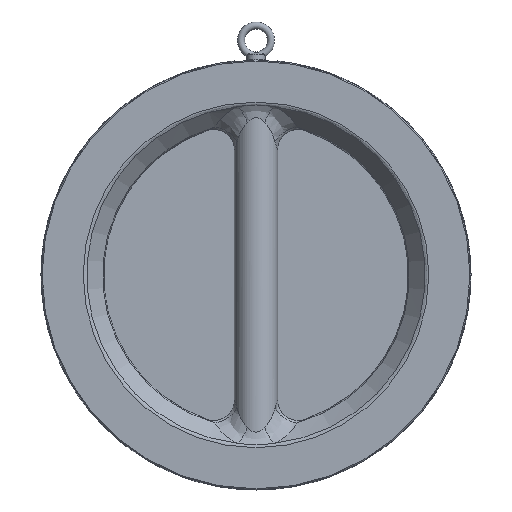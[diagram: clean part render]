
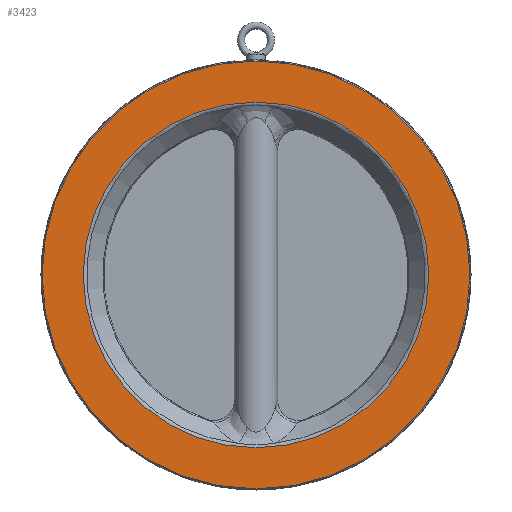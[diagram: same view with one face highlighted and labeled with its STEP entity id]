
A CAD part, front view. The second image highlights one B-rep face of the part: STEP entity #3423.
In plain terms, the highlighted planar face has unit normal (0, -1, 0).
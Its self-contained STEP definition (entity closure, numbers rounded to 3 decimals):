
#45 = VERTEX_POINT ( 'NONE', #3048 ) ;
#74 = DIRECTION ( 'NONE',  ( 0., -1., 0. ) ) ;
#204 = ORIENTED_EDGE ( 'NONE', *, *, #4003, .T. ) ;
#469 = FACE_OUTER_BOUND ( 'NONE', #2518, .T. ) ;
#731 = CIRCLE ( 'NONE', #3207, 151.865 ) ;
#783 = FACE_BOUND ( 'NONE', #2487, .T. ) ;
#1317 = CIRCLE ( 'NONE', #3529, 188. ) ;
#2019 = DIRECTION ( 'NONE',  ( 0., 0., 1. ) ) ;
#2242 = EDGE_CURVE ( 'NONE', #3321, #3321, #1317, .T. ) ;
#2278 = DIRECTION ( 'NONE',  ( 0., 0., 1. ) ) ;
#2435 = CARTESIAN_POINT ( 'NONE',  ( 0., 0., 0. ) ) ;
#2457 = DIRECTION ( 'NONE',  ( 0., 1., 0. ) ) ;
#2487 = EDGE_LOOP ( 'NONE', ( #204 ) ) ;
#2518 = EDGE_LOOP ( 'NONE', ( #3582 ) ) ;
#2847 = AXIS2_PLACEMENT_3D ( 'NONE', #3501, #2457, #3756 ) ;
#3048 = CARTESIAN_POINT ( 'NONE',  ( 0., 0., 151.865 ) ) ;
#3207 = AXIS2_PLACEMENT_3D ( 'NONE', #3293, #3313, #2278 ) ;
#3293 = CARTESIAN_POINT ( 'NONE',  ( 0., 0., 0. ) ) ;
#3313 = DIRECTION ( 'NONE',  ( 0., 1., 0. ) ) ;
#3321 = VERTEX_POINT ( 'NONE', #3366 ) ;
#3366 = CARTESIAN_POINT ( 'NONE',  ( 0., 0., 188. ) ) ;
#3423 = ADVANCED_FACE ( 'NONE', ( #469, #783 ), #4204, .F. ) ;
#3501 = CARTESIAN_POINT ( 'NONE',  ( 151.865, 0., 0. ) ) ;
#3529 = AXIS2_PLACEMENT_3D ( 'NONE', #2435, #74, #2019 ) ;
#3582 = ORIENTED_EDGE ( 'NONE', *, *, #2242, .T. ) ;
#3756 = DIRECTION ( 'NONE',  ( 0., 0., 1. ) ) ;
#4003 = EDGE_CURVE ( 'NONE', #45, #45, #731, .T. ) ;
#4204 = PLANE ( 'NONE',  #2847 ) ;
